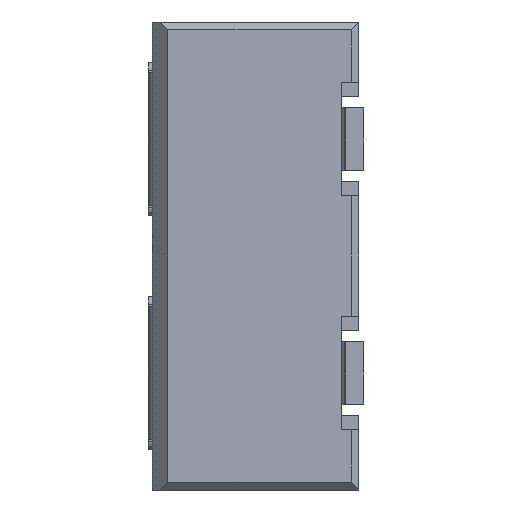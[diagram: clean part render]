
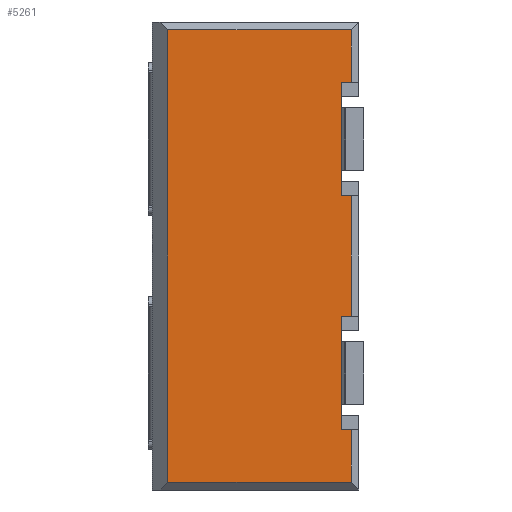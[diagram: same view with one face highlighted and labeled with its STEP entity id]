
A CAD part, left-side view. The second image highlights one B-rep face of the part: STEP entity #5261.
In plain terms, the highlighted planar face has unit normal (-1, 0, 0).
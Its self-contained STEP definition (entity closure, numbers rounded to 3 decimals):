
#682=DIRECTION('',(0.,0.,-1.));
#683=VECTOR('',#682,0.675);
#684=CARTESIAN_POINT('',(-3.7,0.1,-2.225));
#685=LINE('',#684,#683);
#686=DIRECTION('',(0.,1.,0.));
#687=VECTOR('',#686,2.35);
#688=CARTESIAN_POINT('',(-3.7,0.1,-2.9));
#689=LINE('',#688,#687);
#690=DIRECTION('',(0.,0.,-1.));
#691=VECTOR('',#690,5.8);
#692=CARTESIAN_POINT('',(-3.7,2.45,2.9));
#693=LINE('',#692,#691);
#694=DIRECTION('',(0.,-1.,0.));
#695=VECTOR('',#694,2.35);
#696=CARTESIAN_POINT('',(-3.7,2.45,2.9));
#697=LINE('',#696,#695);
#698=DIRECTION('',(0.,0.,-1.));
#699=VECTOR('',#698,0.675);
#700=CARTESIAN_POINT('',(-3.7,0.1,2.9));
#701=LINE('',#700,#699);
#702=DIRECTION('',(0.,1.,0.));
#703=VECTOR('',#702,0.13);
#704=CARTESIAN_POINT('',(-3.7,0.1,2.225));
#705=LINE('',#704,#703);
#706=DIRECTION('',(0.,0.,1.));
#707=VECTOR('',#706,1.45);
#708=CARTESIAN_POINT('',(-3.7,0.23,0.775));
#709=LINE('',#708,#707);
#710=DIRECTION('',(0.,1.,0.));
#711=VECTOR('',#710,0.13);
#712=CARTESIAN_POINT('',(-3.7,0.1,0.775));
#713=LINE('',#712,#711);
#714=DIRECTION('',(0.,0.,-1.));
#715=VECTOR('',#714,1.55);
#716=CARTESIAN_POINT('',(-3.7,0.1,0.775));
#717=LINE('',#716,#715);
#718=DIRECTION('',(0.,1.,0.));
#719=VECTOR('',#718,0.13);
#720=CARTESIAN_POINT('',(-3.7,0.1,-0.775));
#721=LINE('',#720,#719);
#722=DIRECTION('',(0.,0.,-1.));
#723=VECTOR('',#722,1.45);
#724=CARTESIAN_POINT('',(-3.7,0.23,-0.775));
#725=LINE('',#724,#723);
#726=DIRECTION('',(0.,1.,0.));
#727=VECTOR('',#726,0.13);
#728=CARTESIAN_POINT('',(-3.7,0.1,-2.225));
#729=LINE('',#728,#727);
#3912=CARTESIAN_POINT('',(-3.7,0.23,0.775));
#3913=CARTESIAN_POINT('',(-3.7,0.23,2.225));
#3914=VERTEX_POINT('',#3912);
#3915=VERTEX_POINT('',#3913);
#4121=CARTESIAN_POINT('',(-3.7,0.23,-2.225));
#4122=VERTEX_POINT('',#4121);
#4123=CARTESIAN_POINT('',(-3.7,0.23,-0.775));
#4124=VERTEX_POINT('',#4123);
#4325=CARTESIAN_POINT('',(-3.7,0.1,-2.225));
#4327=VERTEX_POINT('',#4325);
#4331=CARTESIAN_POINT('',(-3.7,0.1,-2.9));
#4332=VERTEX_POINT('',#4331);
#4334=CARTESIAN_POINT('',(-3.7,0.1,2.225));
#4336=VERTEX_POINT('',#4334);
#4337=CARTESIAN_POINT('',(-3.7,0.1,2.9));
#4338=VERTEX_POINT('',#4337);
#4341=CARTESIAN_POINT('',(-3.7,2.45,2.9));
#4342=VERTEX_POINT('',#4341);
#4349=CARTESIAN_POINT('',(-3.7,2.45,-2.9));
#4350=VERTEX_POINT('',#4349);
#4354=CARTESIAN_POINT('',(-3.7,0.1,-0.775));
#4356=VERTEX_POINT('',#4354);
#4357=CARTESIAN_POINT('',(-3.7,0.1,0.775));
#4358=VERTEX_POINT('',#4357);
#5233=CARTESIAN_POINT('',(-3.7,2.65,-3.));
#5234=DIRECTION('',(-1.,0.,0.));
#5235=DIRECTION('',(0.,-1.,0.));
#5236=AXIS2_PLACEMENT_3D('',#5233,#5234,#5235);
#5237=PLANE('',#5236);
#5239=ORIENTED_EDGE('',*,*,#5238,.T.);
#5240=ORIENTED_EDGE('',*,*,#4459,.T.);
#5241=ORIENTED_EDGE('',*,*,#4477,.F.);
#5242=ORIENTED_EDGE('',*,*,#5224,.T.);
#5244=ORIENTED_EDGE('',*,*,#5243,.T.);
#5246=ORIENTED_EDGE('',*,*,#5245,.T.);
#5248=ORIENTED_EDGE('',*,*,#5247,.F.);
#5250=ORIENTED_EDGE('',*,*,#5249,.F.);
#5252=ORIENTED_EDGE('',*,*,#5251,.T.);
#5254=ORIENTED_EDGE('',*,*,#5253,.T.);
#5256=ORIENTED_EDGE('',*,*,#5255,.T.);
#5258=ORIENTED_EDGE('',*,*,#5257,.F.);
#5259=EDGE_LOOP('',(#5239,#5240,#5241,#5242,#5244,#5246,#5248,#5250,#5252,#5254,
#5256,#5258));
#5260=FACE_OUTER_BOUND('',#5259,.F.);
#5261=ADVANCED_FACE('',(#5260),#5237,.T.);
#4459=EDGE_CURVE('',#4332,#4350,#689,.T.);
#4477=EDGE_CURVE('',#4342,#4350,#693,.T.);
#5224=EDGE_CURVE('',#4342,#4338,#697,.T.);
#5238=EDGE_CURVE('',#4327,#4332,#685,.T.);
#5243=EDGE_CURVE('',#4338,#4336,#701,.T.);
#5245=EDGE_CURVE('',#4336,#3915,#705,.T.);
#5247=EDGE_CURVE('',#3914,#3915,#709,.T.);
#5249=EDGE_CURVE('',#4358,#3914,#713,.T.);
#5251=EDGE_CURVE('',#4358,#4356,#717,.T.);
#5253=EDGE_CURVE('',#4356,#4124,#721,.T.);
#5255=EDGE_CURVE('',#4124,#4122,#725,.T.);
#5257=EDGE_CURVE('',#4327,#4122,#729,.T.);
